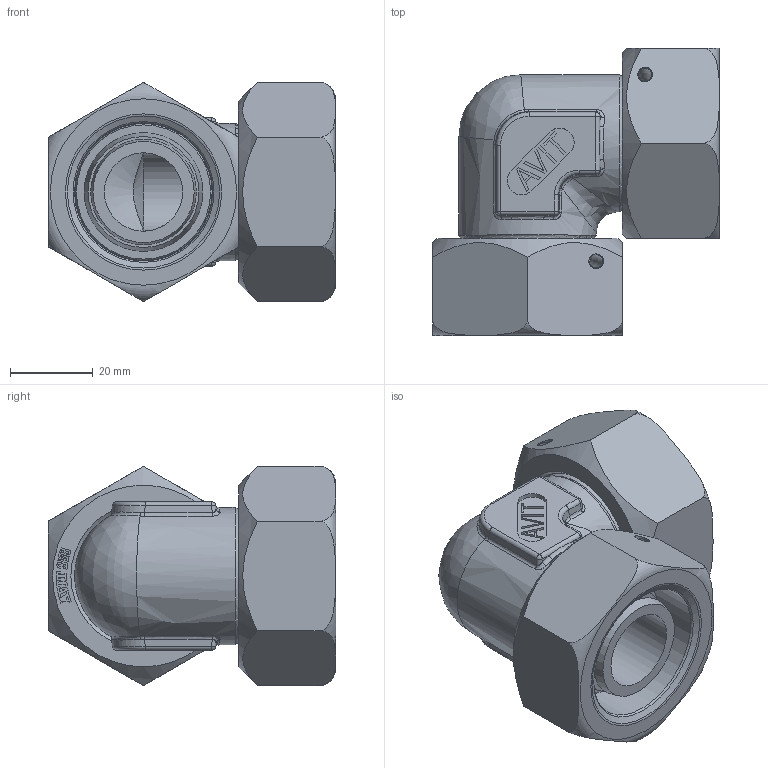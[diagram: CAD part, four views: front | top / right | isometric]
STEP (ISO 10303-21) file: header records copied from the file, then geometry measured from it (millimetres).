
FILE_DESCRIPTION(/* description */ (''),/* implementation_level */ '2;1');
FILE_NAME(/* name */ 'WKS25_TP.stp',/* time_stamp */ '2022-06-30T15:14:39+02:00',/* author */ (''),/* organization */ (''),/* preprocessor_version */ 'ST-DEVELOPER v16',/* originating_system */ 'SIEMENS PLM Software NX 10.0',/* authorisation */ '');
FILE_SCHEMA (('AP203_CONFIGURATION_CONTROLLED_3D_DESIGN_OF_MECHANICAL_PARTS_AND_ASSEMBLIES_MIM_LF { 1 0 10303 403 2 1 2}'));
Length unit declared in the file: millimetre
Products named in the file (1): jnuj183860B9a139
Bounding box: 69.48 x 69.55 x 53.12 mm (x, y, z)
Volume: 86876.8 mm3; surface area: 31702.2 mm2
Topology: 3 solids, 3 shells, 618 faces, 1640 edges, 1056 vertices
Faces by surface type: plane 448, bspline 48, cylinder 40, extrusion 40, torus 20, cone 14, sphere 8
Full cylindrical faces by diameter (mm): 3.245 x2, 3.545 x2, 19 x2, 32.5 x4, 33.245 x2, 33.5 x2
Entity records: 21822 total; most frequent: CARTESIAN_POINT 8672, ORIENTED_EDGE 3140, DIRECTION 1886, EDGE_CURVE 1570, VERTEX_POINT 1040, B_SPLINE_CURVE_WITH_KNOTS 969, EDGE_LOOP 710, AXIS2_PLACEMENT_3D 682
